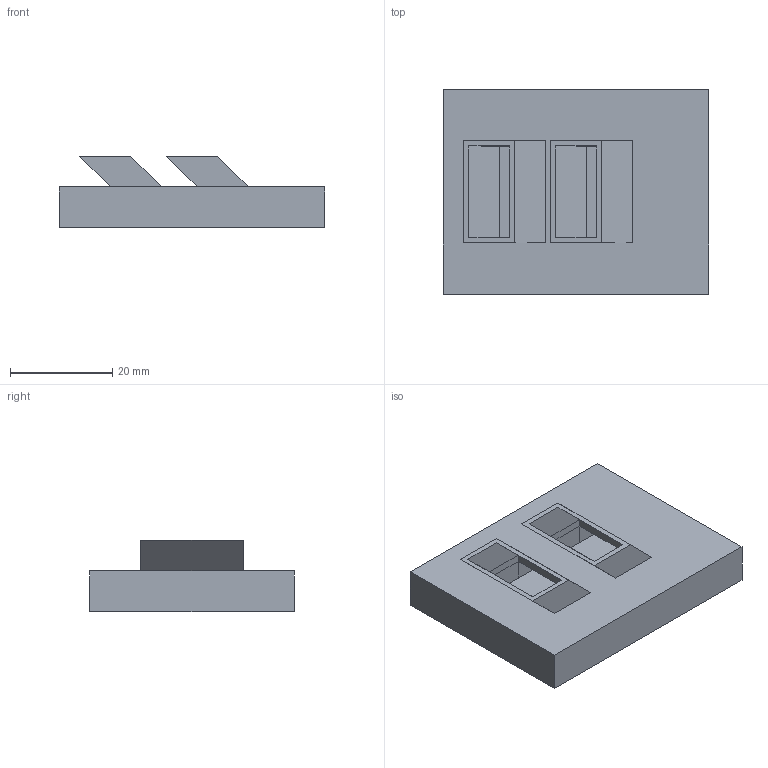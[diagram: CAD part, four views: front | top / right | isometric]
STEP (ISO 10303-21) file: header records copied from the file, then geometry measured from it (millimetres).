
FILE_DESCRIPTION(('HOOPS Exchange Step'),'2;1');
FILE_NAME('064-v3.stp','2024-09-03T14:44:33+07:00',('nguye'),('Unknown organisation'),'HOOPS Exchange 2023.2','HOOPS Exchange','Unknown authorisation');
FILE_SCHEMA( ('AP203_CONFIGURATION_CONTROLLED_3D_DESIGN_OF_MECHANICAL_PARTS_AND_ASSEMBLIES_MIM_LF') );
Length unit declared in the file: millimetre
Products named in the file (1): 064-v3
Bounding box: 52 x 40 x 14 mm (x, y, z)
Volume: 12230 mm3; surface area: 9250.2 mm2
Topology: 1 solids, 1 shells, 44 faces, 109 edges, 70 vertices
Faces by surface type: plane 28, bspline 16
Entity records: 1294 total; most frequent: CARTESIAN_POINT 272, ORIENTED_EDGE 218, DIRECTION 167, VECTOR 109, LINE 109, EDGE_CURVE 109, VERTEX_POINT 70, EDGE_LOOP 51
